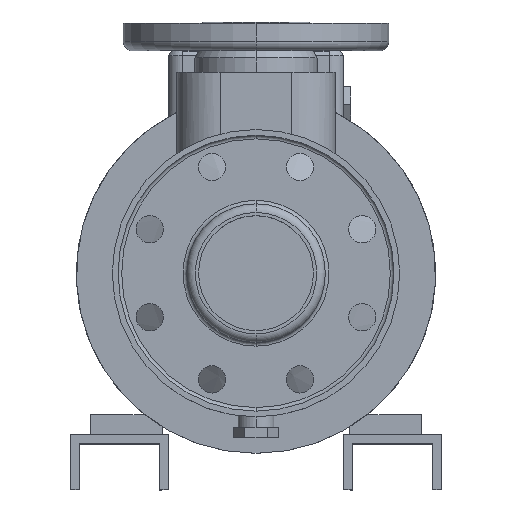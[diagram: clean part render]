
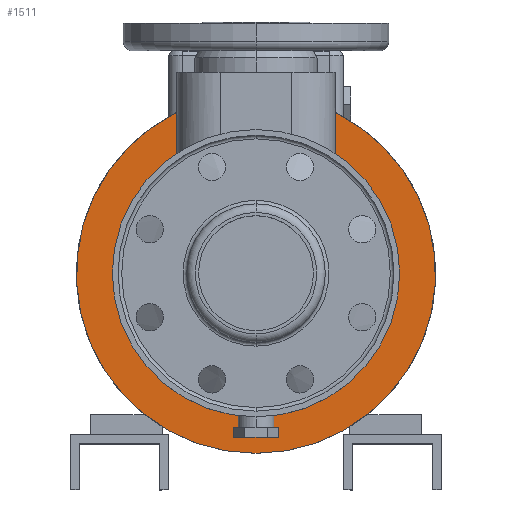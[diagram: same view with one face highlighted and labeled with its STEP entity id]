
A CAD part, top view. The second image highlights one B-rep face of the part: STEP entity #1511.
In plain terms, the highlighted planar face has unit normal (0, 0, 1).
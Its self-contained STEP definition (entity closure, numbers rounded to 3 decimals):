
#656 = EDGE_LOOP ( 'NONE', ( #4312, #9789, #7496, #3740, #9497, #12010 ) ) ;
#662 = DIRECTION ( 'NONE',  ( 0., 1., 0. ) ) ;
#751 = VERTEX_POINT ( 'NONE', #13695 ) ;
#779 = FACE_OUTER_BOUND ( 'NONE', #656, .T. ) ;
#827 = DIRECTION ( 'NONE',  ( 0., -1., 0. ) ) ;
#1014 = CARTESIAN_POINT ( 'NONE',  ( 0., -125., -58. ) ) ;
#1192 = VERTEX_POINT ( 'NONE', #4330 ) ;
#1286 = VERTEX_POINT ( 'NONE', #1014 ) ;
#1406 = AXIS2_PLACEMENT_3D ( 'NONE', #5267, #6264, #827 ) ;
#1511 = ADVANCED_FACE ( 'NONE', ( #779 ), #9384, .F. ) ;
#1722 = CARTESIAN_POINT ( 'NONE',  ( 55., -125.002, -58. ) ) ;
#1999 = EDGE_CURVE ( 'NONE', #1286, #9205, #10142, .T. ) ;
#2261 = VECTOR ( 'NONE', #662, 1000. ) ;
#2850 = AXIS2_PLACEMENT_3D ( 'NONE', #7206, #8332, #3959 ) ;
#2885 = CARTESIAN_POINT ( 'NONE',  ( -55., 79.9, -58. ) ) ;
#3028 = AXIS2_PLACEMENT_3D ( 'NONE', #13275, #11382, #12300 ) ;
#3740 = ORIENTED_EDGE ( 'NONE', *, *, #5132, .T. ) ;
#3959 = DIRECTION ( 'NONE',  ( 0., 1., 0. ) ) ;
#4312 = ORIENTED_EDGE ( 'NONE', *, *, #7244, .F. ) ;
#4330 = CARTESIAN_POINT ( 'NONE',  ( 0., -97., -58. ) ) ;
#4704 = DIRECTION ( 'NONE',  ( 0., 1., 0. ) ) ;
#5132 = EDGE_CURVE ( 'NONE', #13296, #751, #12171, .T. ) ;
#5267 = CARTESIAN_POINT ( 'NONE',  ( 0., 0., -58. ) ) ;
#5566 = CARTESIAN_POINT ( 'NONE',  ( -55., -125.002, -58. ) ) ;
#5943 = CIRCLE ( 'NONE', #3028, 125. ) ;
#6264 = DIRECTION ( 'NONE',  ( 0., 0., 1. ) ) ;
#7004 = AXIS2_PLACEMENT_3D ( 'NONE', #9221, #13499, #8172 ) ;
#7091 = LINE ( 'NONE', #1722, #2261 ) ;
#7206 = CARTESIAN_POINT ( 'NONE',  ( 0., 97., -58. ) ) ;
#7244 = EDGE_CURVE ( 'NONE', #7705, #9205, #7091, .T. ) ;
#7496 = ORIENTED_EDGE ( 'NONE', *, *, #10987, .F. ) ;
#7691 = CARTESIAN_POINT ( 'NONE',  ( 0., 0., -58. ) ) ;
#7705 = VERTEX_POINT ( 'NONE', #13455 ) ;
#8172 = DIRECTION ( 'NONE',  ( 0., -1., 0. ) ) ;
#8332 = DIRECTION ( 'NONE',  ( 0., 0., -1. ) ) ;
#9205 = VERTEX_POINT ( 'NONE', #9374 ) ;
#9221 = CARTESIAN_POINT ( 'NONE',  ( 0., 0., -58. ) ) ;
#9374 = CARTESIAN_POINT ( 'NONE',  ( 55., 112.25, -58. ) ) ;
#9384 = PLANE ( 'NONE',  #2850 ) ;
#9497 = ORIENTED_EDGE ( 'NONE', *, *, #12492, .T. ) ;
#9640 = VECTOR ( 'NONE', #4704, 1000. ) ;
#9789 = ORIENTED_EDGE ( 'NONE', *, *, #11927, .F. ) ;
#9870 = DIRECTION ( 'NONE',  ( 0., -1., 0. ) ) ;
#10142 = CIRCLE ( 'NONE', #7004, 125. ) ;
#10426 = CIRCLE ( 'NONE', #12224, 97. ) ;
#10987 = EDGE_CURVE ( 'NONE', #13296, #1192, #11531, .T. ) ;
#11382 = DIRECTION ( 'NONE',  ( 0., 0., 1. ) ) ;
#11531 = CIRCLE ( 'NONE', #1406, 97. ) ;
#11927 = EDGE_CURVE ( 'NONE', #1192, #7705, #10426, .T. ) ;
#12010 = ORIENTED_EDGE ( 'NONE', *, *, #1999, .T. ) ;
#12171 = LINE ( 'NONE', #5566, #9640 ) ;
#12224 = AXIS2_PLACEMENT_3D ( 'NONE', #7691, #13024, #9870 ) ;
#12300 = DIRECTION ( 'NONE',  ( 0., -1., 0. ) ) ;
#12492 = EDGE_CURVE ( 'NONE', #751, #1286, #5943, .T. ) ;
#13024 = DIRECTION ( 'NONE',  ( 0., 0., 1. ) ) ;
#13275 = CARTESIAN_POINT ( 'NONE',  ( 0., 0., -58. ) ) ;
#13296 = VERTEX_POINT ( 'NONE', #2885 ) ;
#13455 = CARTESIAN_POINT ( 'NONE',  ( 55., 79.9, -58. ) ) ;
#13499 = DIRECTION ( 'NONE',  ( 0., 0., 1. ) ) ;
#13695 = CARTESIAN_POINT ( 'NONE',  ( -55., 112.25, -58. ) ) ;
